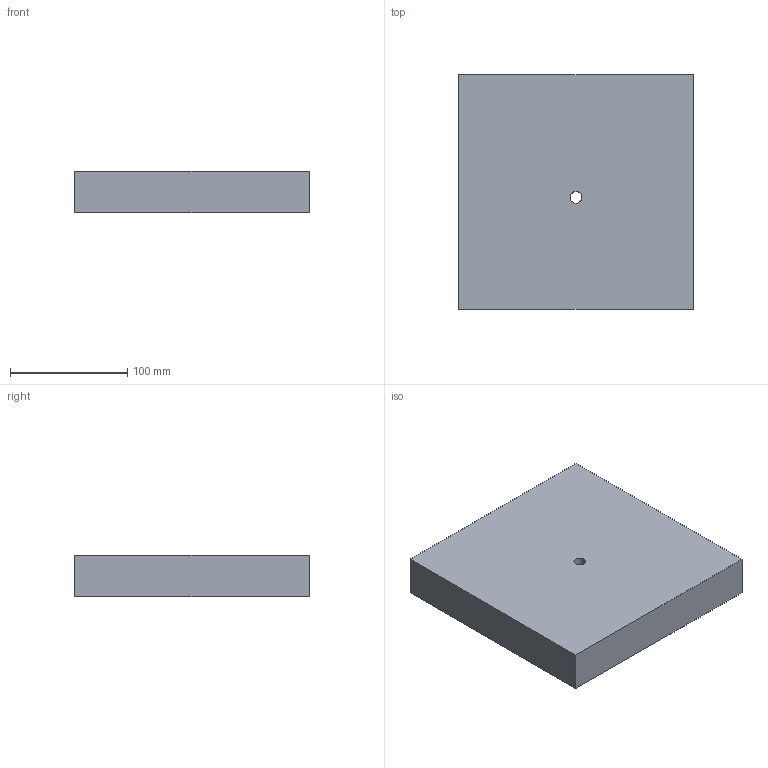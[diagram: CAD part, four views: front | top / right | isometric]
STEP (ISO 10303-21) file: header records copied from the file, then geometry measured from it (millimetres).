
FILE_DESCRIPTION (( 'STEP AP203' ), '1' );
FILE_NAME ('Cavity.STEP', '2025-01-28T15:23:53', ( '' ), ( '' ), 'SwSTEP 2.0', 'SolidWorks 2022', '' );
FILE_SCHEMA (( 'CONFIG_CONTROL_DESIGN' ));
Length unit declared in the file: millimetre
Products named in the file (1): Cavity
Bounding box: 200 x 200 x 35 mm (x, y, z)
Volume: 1320524.2 mm3; surface area: 116853 mm2
Topology: 1 solids, 1 shells, 152 faces, 440 edges, 292 vertices
Faces by surface type: cylinder 58, bspline 54, plane 32, torus 8
Entity records: 12946 total; most frequent: CARTESIAN_POINT 9337, ORIENTED_EDGE 880, DIRECTION 537, EDGE_CURVE 440, VERTEX_POINT 292, AXIS2_PLACEMENT_3D 184, B_SPLINE_CURVE_WITH_KNOTS 182, VECTOR 169
